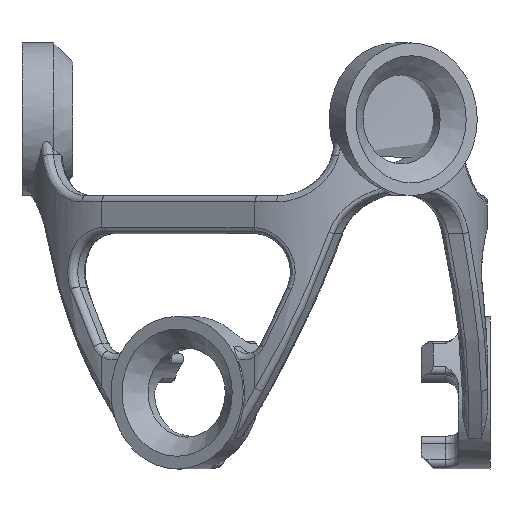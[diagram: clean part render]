
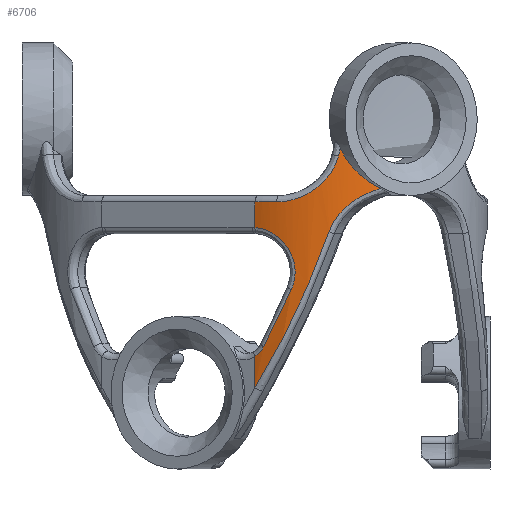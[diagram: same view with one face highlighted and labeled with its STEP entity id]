
A CAD part, left-side view. The second image highlights one B-rep face of the part: STEP entity #6706.
In plain terms, the highlighted cylindrical face has radius 6.094 mm (diameter 12.188 mm), a partial arc.
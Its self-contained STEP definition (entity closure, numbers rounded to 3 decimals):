
#368=LINE('',#15042,#560);
#369=LINE('',#15067,#561);
#560=VECTOR('',#9191,1000.);
#561=VECTOR('',#9192,1000.);
#706=CYLINDRICAL_SURFACE('',#7494,6.094);
#1084=FACE_OUTER_BOUND('',#1474,.T.);
#1474=EDGE_LOOP('',(#5909,#5910,#5911,#5912,#5913,#5914,#5915,#5916,#5917,
#5918,#5919,#5920,#5921));
#1831=B_SPLINE_CURVE_WITH_KNOTS('',3,(#15025,#15026,#15027,#15028,#15029,
#15030),.UNSPECIFIED.,.F.,.F.,(4,2,4),(-1.092,-1.037,
-1.035),.UNSPECIFIED.);
#1832=B_SPLINE_CURVE_WITH_KNOTS('',3,(#15034,#15035,#15036,#15037,#15038),
 .UNSPECIFIED.,.F.,.F.,(4,1,4),(0.,0.002,0.003),
 .UNSPECIFIED.);
#1833=B_SPLINE_CURVE_WITH_KNOTS('',3,(#15044,#15045,#15046,#15047,#15048,
#15049),.UNSPECIFIED.,.F.,.F.,(4,1,1,4),(0.,0.002,
0.003,0.004),.UNSPECIFIED.);
#1834=B_SPLINE_CURVE_WITH_KNOTS('',3,(#15051,#15052,#15053,#15054),
 .UNSPECIFIED.,.F.,.F.,(4,4),(0.,0.003),
 .UNSPECIFIED.);
#1835=B_SPLINE_CURVE_WITH_KNOTS('',3,(#15056,#15057,#15058,#15059,#15060,
#15061,#15062,#15063,#15064,#15065),.UNSPECIFIED.,.F.,.F.,(4,3,3,4),(0.,
0.,0.,0.001),
 .UNSPECIFIED.);
#1836=B_SPLINE_CURVE_WITH_KNOTS('',3,(#15069,#15070,#15071,#15072,#15073,
#15074,#15075,#15076,#15077,#15078,#15079,#15080,#15081,#15082,#15083,#15084),
 .UNSPECIFIED.,.F.,.F.,(4,2,2,2,2,2,2,4),(-0.675,-0.673,
-0.625,-0.354,-0.336,-0.034,
0.,0.003),.UNSPECIFIED.);
#1837=B_SPLINE_CURVE_WITH_KNOTS('',3,(#15086,#15087,#15088,#15089),
 .UNSPECIFIED.,.F.,.F.,(4,4),(0.,0.001),.UNSPECIFIED.);
#1838=B_SPLINE_CURVE_WITH_KNOTS('',3,(#15091,#15092,#15093,#15094,#15095),
 .UNSPECIFIED.,.F.,.F.,(4,1,4),(0.001,0.001,
0.003),.UNSPECIFIED.);
#1839=B_SPLINE_CURVE_WITH_KNOTS('',3,(#15096,#15097,#15098,#15099,#15100,
#15101),.UNSPECIFIED.,.F.,.F.,(4,2,4),(-1.257,-1.153,
-1.092),.UNSPECIFIED.);
#2353=CIRCLE('',#7495,24.258);
#2354=CIRCLE('',#7496,6.094);
#3012=VERTEX_POINT('',#15023);
#3013=VERTEX_POINT('',#15024);
#3014=VERTEX_POINT('',#15031);
#3015=VERTEX_POINT('',#15033);
#3016=VERTEX_POINT('',#15039);
#3017=VERTEX_POINT('',#15041);
#3018=VERTEX_POINT('',#15043);
#3019=VERTEX_POINT('',#15050);
#3020=VERTEX_POINT('',#15055);
#3021=VERTEX_POINT('',#15066);
#3022=VERTEX_POINT('',#15068);
#3023=VERTEX_POINT('',#15085);
#3024=VERTEX_POINT('',#15090);
#4014=EDGE_CURVE('',#3012,#3013,#1831,.T.);
#4015=EDGE_CURVE('',#3013,#3014,#2353,.T.);
#4016=EDGE_CURVE('',#3014,#3015,#1832,.T.);
#4017=EDGE_CURVE('',#3015,#3016,#2354,.T.);
#4018=EDGE_CURVE('',#3016,#3017,#368,.T.);
#4019=EDGE_CURVE('',#3017,#3018,#1833,.T.);
#4020=EDGE_CURVE('',#3018,#3019,#1834,.T.);
#4021=EDGE_CURVE('',#3019,#3020,#1835,.T.);
#4022=EDGE_CURVE('',#3020,#3021,#369,.T.);
#4023=EDGE_CURVE('',#3021,#3022,#1836,.T.);
#4024=EDGE_CURVE('',#3022,#3023,#1837,.T.);
#4025=EDGE_CURVE('',#3023,#3024,#1838,.T.);
#4026=EDGE_CURVE('',#3024,#3012,#1839,.T.);
#5909=ORIENTED_EDGE('',*,*,#4014,.T.);
#5910=ORIENTED_EDGE('',*,*,#4015,.T.);
#5911=ORIENTED_EDGE('',*,*,#4016,.T.);
#5912=ORIENTED_EDGE('',*,*,#4017,.T.);
#5913=ORIENTED_EDGE('',*,*,#4018,.T.);
#5914=ORIENTED_EDGE('',*,*,#4019,.T.);
#5915=ORIENTED_EDGE('',*,*,#4020,.T.);
#5916=ORIENTED_EDGE('',*,*,#4021,.T.);
#5917=ORIENTED_EDGE('',*,*,#4022,.T.);
#5918=ORIENTED_EDGE('',*,*,#4023,.T.);
#5919=ORIENTED_EDGE('',*,*,#4024,.T.);
#5920=ORIENTED_EDGE('',*,*,#4025,.T.);
#5921=ORIENTED_EDGE('',*,*,#4026,.T.);
#6706=ADVANCED_FACE('',(#1084),#706,.T.);
#7494=AXIS2_PLACEMENT_3D('',#15022,#9185,#9186);
#7495=AXIS2_PLACEMENT_3D('',#15032,#9187,#9188);
#7496=AXIS2_PLACEMENT_3D('',#15040,#9189,#9190);
#9185=DIRECTION('center_axis',(0.,0.,-1.));
#9186=DIRECTION('ref_axis',(-1.,0.,0.));
#9187=DIRECTION('center_axis',(0.985,-0.168,-0.051));
#9188=DIRECTION('ref_axis',(-0.175,-0.956,-0.234));
#9189=DIRECTION('center_axis',(0.,0.,-1.));
#9190=DIRECTION('ref_axis',(-1.,0.,0.));
#9191=DIRECTION('',(0.,0.,-1.));
#9192=DIRECTION('',(0.,0.,-1.));
#15022=CARTESIAN_POINT('Origin',(-3.475,-2.006,49.75));
#15023=CARTESIAN_POINT('',(-9.538,-2.62,46.842));
#15024=CARTESIAN_POINT('',(-9.561,-2.314,47.364));
#15025=CARTESIAN_POINT('Ctrl Pts',(-9.538,-2.62,46.842));
#15026=CARTESIAN_POINT('Ctrl Pts',(-9.549,-2.507,46.998));
#15027=CARTESIAN_POINT('Ctrl Pts',(-9.556,-2.406,47.167));
#15028=CARTESIAN_POINT('Ctrl Pts',(-9.56,-2.32,
47.35));
#15029=CARTESIAN_POINT('Ctrl Pts',(-9.561,-2.317,47.357));
#15030=CARTESIAN_POINT('Ctrl Pts',(-9.561,-2.314,
47.364));
#15031=CARTESIAN_POINT('',(-9.564,-2.24,47.058));
#15032=CARTESIAN_POINT('Origin',(-5.321,20.958,52.743));
#15033=CARTESIAN_POINT('',(-9.162,0.184,45.25));
#15034=CARTESIAN_POINT('Ctrl Pts',(-9.564,-2.24,
47.058));
#15035=CARTESIAN_POINT('Ctrl Pts',(-9.569,-2.108,
46.52));
#15036=CARTESIAN_POINT('Ctrl Pts',(-9.591,-1.388,45.611));
#15037=CARTESIAN_POINT('Ctrl Pts',(-9.36,-0.333,
45.25));
#15038=CARTESIAN_POINT('Ctrl Pts',(-9.162,0.184,
45.25));
#15039=CARTESIAN_POINT('',(-8.752,1.041,45.25));
#15040=CARTESIAN_POINT('Origin',(-3.475,-2.006,45.25));
#15041=CARTESIAN_POINT('',(-8.752,1.041,44.245));
#15042=CARTESIAN_POINT('',(-8.752,1.041,49.75));
#15043=CARTESIAN_POINT('',(-9.35,-0.389,41.806));
#15044=CARTESIAN_POINT('Ctrl Pts',(-8.752,1.041,44.245));
#15045=CARTESIAN_POINT('Ctrl Pts',(-9.036,0.55,44.204));
#15046=CARTESIAN_POINT('Ctrl Pts',(-9.315,-0.219,43.742));
#15047=CARTESIAN_POINT('Ctrl Pts',(-9.405,-0.608,
42.638));
#15048=CARTESIAN_POINT('Ctrl Pts',(-9.382,-0.505,
42.065));
#15049=CARTESIAN_POINT('Ctrl Pts',(-9.35,-0.389,
41.806));
#15050=CARTESIAN_POINT('',(-8.935,0.699,39.557));
#15051=CARTESIAN_POINT('Ctrl Pts',(-9.35,-0.389,
41.806));
#15052=CARTESIAN_POINT('Ctrl Pts',(-9.255,-0.043,
41.037));
#15053=CARTESIAN_POINT('Ctrl Pts',(-9.122,0.322,
40.287));
#15054=CARTESIAN_POINT('Ctrl Pts',(-8.935,0.699,39.557));
#15055=CARTESIAN_POINT('',(-8.752,1.041,39.175));
#15056=CARTESIAN_POINT('Ctrl Pts',(-8.935,0.699,
39.557));
#15057=CARTESIAN_POINT('Ctrl Pts',(-8.92,0.729,
39.498));
#15058=CARTESIAN_POINT('Ctrl Pts',(-8.902,0.765,
39.443));
#15059=CARTESIAN_POINT('Ctrl Pts',(-8.882,0.804,
39.393));
#15060=CARTESIAN_POINT('Ctrl Pts',(-8.861,0.845,
39.341));
#15061=CARTESIAN_POINT('Ctrl Pts',(-8.837,0.889,
39.294));
#15062=CARTESIAN_POINT('Ctrl Pts',(-8.81,0.938,39.252));
#15063=CARTESIAN_POINT('Ctrl Pts',(-8.792,0.971,
39.224));
#15064=CARTESIAN_POINT('Ctrl Pts',(-8.773,1.005,39.198));
#15065=CARTESIAN_POINT('Ctrl Pts',(-8.752,1.041,39.175));
#15066=CARTESIAN_POINT('',(-8.752,1.041,37.944));
#15067=CARTESIAN_POINT('',(-8.752,1.041,49.75));
#15068=CARTESIAN_POINT('',(-9.567,-1.873,44.074));
#15069=CARTESIAN_POINT('Ctrl Pts',(-8.752,1.041,37.944));
#15070=CARTESIAN_POINT('Ctrl Pts',(-8.755,1.036,37.952));
#15071=CARTESIAN_POINT('Ctrl Pts',(-8.758,1.031,37.96));
#15072=CARTESIAN_POINT('Ctrl Pts',(-8.805,0.948,
38.098));
#15073=CARTESIAN_POINT('Ctrl Pts',(-8.848,0.87,
38.229));
#15074=CARTESIAN_POINT('Ctrl Pts',(-9.119,0.346,
39.126));
#15075=CARTESIAN_POINT('Ctrl Pts',(-9.273,-0.086,
39.931));
#15076=CARTESIAN_POINT('Ctrl Pts',(-9.382,-0.509,
40.802));
#15077=CARTESIAN_POINT('Ctrl Pts',(-9.388,-0.535,
40.855));
#15078=CARTESIAN_POINT('Ctrl Pts',(-9.502,-0.999,
41.821));
#15079=CARTESIAN_POINT('Ctrl Pts',(-9.549,-1.408,
42.778));
#15080=CARTESIAN_POINT('Ctrl Pts',(-9.565,-1.789,
43.833));
#15081=CARTESIAN_POINT('Ctrl Pts',(-9.566,-1.827,
43.94));
#15082=CARTESIAN_POINT('Ctrl Pts',(-9.567,-1.867,
44.056));
#15083=CARTESIAN_POINT('Ctrl Pts',(-9.567,-1.87,
44.065));
#15084=CARTESIAN_POINT('Ctrl Pts',(-9.567,-1.873,
44.074));
#15085=CARTESIAN_POINT('',(-9.538,-2.62,45.124));
#15086=CARTESIAN_POINT('Ctrl Pts',(-9.567,-1.873,
44.074));
#15087=CARTESIAN_POINT('Ctrl Pts',(-9.57,-2.024,
44.486));
#15088=CARTESIAN_POINT('Ctrl Pts',(-9.571,-2.29,
44.845));
#15089=CARTESIAN_POINT('Ctrl Pts',(-9.538,-2.62,45.124));
#15090=CARTESIAN_POINT('',(-9.269,-3.894,45.778));
#15091=CARTESIAN_POINT('Ctrl Pts',(-9.538,-2.62,45.124));
#15092=CARTESIAN_POINT('Ctrl Pts',(-9.536,-2.64,
45.142));
#15093=CARTESIAN_POINT('Ctrl Pts',(-9.495,-3.016,45.45));
#15094=CARTESIAN_POINT('Ctrl Pts',(-9.408,-3.467,
45.656));
#15095=CARTESIAN_POINT('Ctrl Pts',(-9.269,-3.894,
45.778));
#15096=CARTESIAN_POINT('Ctrl Pts',(-9.269,-3.894,
45.778));
#15097=CARTESIAN_POINT('Ctrl Pts',(-9.372,-3.576,
45.93));
#15098=CARTESIAN_POINT('Ctrl Pts',(-9.44,-3.275,
46.141));
#15099=CARTESIAN_POINT('Ctrl Pts',(-9.507,-2.881,
46.516));
#15100=CARTESIAN_POINT('Ctrl Pts',(-9.525,-2.743,
46.672));
#15101=CARTESIAN_POINT('Ctrl Pts',(-9.538,-2.62,
46.842));
